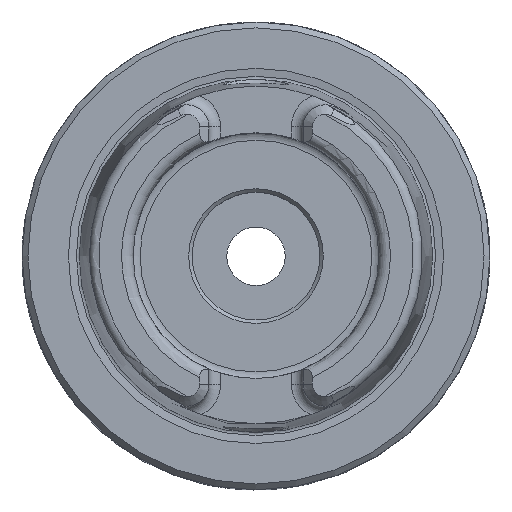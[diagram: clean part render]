
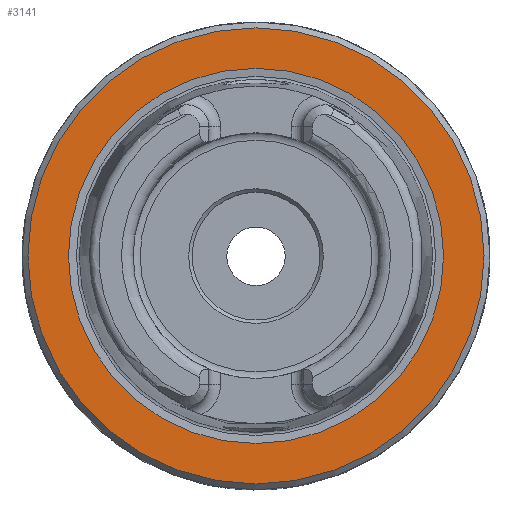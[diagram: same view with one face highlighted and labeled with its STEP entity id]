
A CAD part, top view. The second image highlights one B-rep face of the part: STEP entity #3141.
In plain terms, the highlighted planar face has unit normal (0, 0, 1).
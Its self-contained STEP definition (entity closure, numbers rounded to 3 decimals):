
#345=PLANE('',#3355);
#702=ORIENTED_EDGE('',*,*,#1157,.T.);
#703=ORIENTED_EDGE('',*,*,#1160,.F.);
#1157=EDGE_CURVE('',#1417,#1417,#1593,.T.);
#1160=EDGE_CURVE('',#1420,#1420,#1596,.T.);
#1417=VERTEX_POINT('',#4694);
#1420=VERTEX_POINT('',#4703);
#1593=CIRCLE('',#3350,16.04);
#1596=CIRCLE('',#3356,19.5);
#1759=EDGE_LOOP('',(#702));
#1760=EDGE_LOOP('',(#703));
#1959=FACE_BOUND('',#1759,.T.);
#1960=FACE_BOUND('',#1760,.T.);
#3141=ADVANCED_FACE('',(#1959,#1960),#345,.T.);
#3350=AXIS2_PLACEMENT_3D('',#4693,#3788,#3789);
#3355=AXIS2_PLACEMENT_3D('',#4701,#3798,#3799);
#3356=AXIS2_PLACEMENT_3D('',#4702,#3800,#3801);
#3788=DIRECTION('',(0.,0.,-1.));
#3789=DIRECTION('',(-1.,0.,0.));
#3798=DIRECTION('',(0.,0.,1.));
#3799=DIRECTION('',(1.,0.,0.));
#3800=DIRECTION('',(0.,0.,-1.));
#3801=DIRECTION('',(-1.,0.,0.));
#4693=CARTESIAN_POINT('',(0.,0.,0.));
#4694=CARTESIAN_POINT('',(-16.04,0.,0.));
#4701=CARTESIAN_POINT('',(-16.04,0.,0.));
#4702=CARTESIAN_POINT('',(0.,0.,0.));
#4703=CARTESIAN_POINT('',(-19.5,0.,0.));
